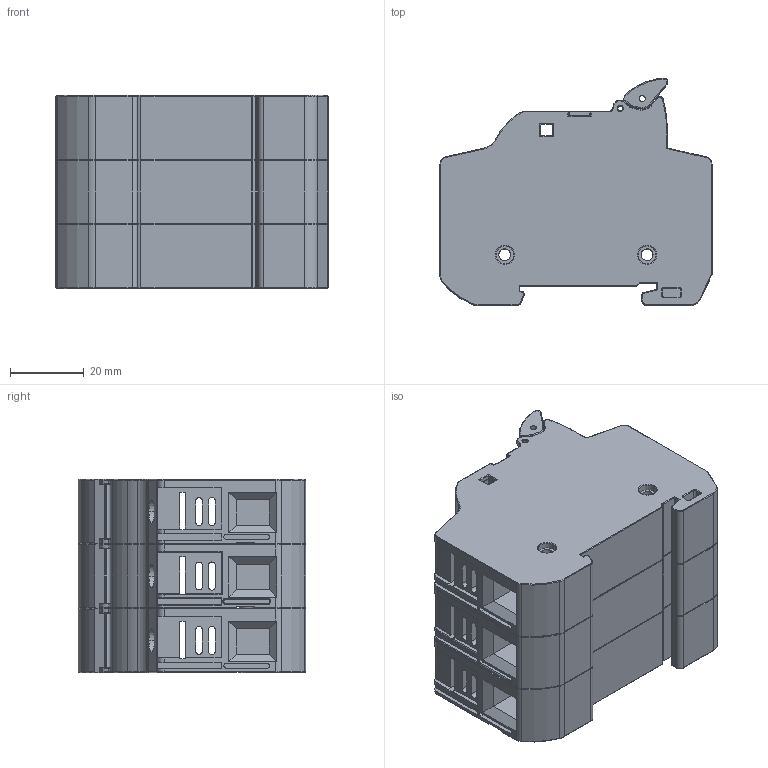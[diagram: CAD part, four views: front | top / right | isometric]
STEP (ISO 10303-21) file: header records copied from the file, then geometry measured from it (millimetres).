
FILE_DESCRIPTION (( 'STEP AP214' ), '1' );
FILE_NAME ('EHCC3DU-4.STEP', '2012-06-01T17:47:29', ( '.adc' ), ( '' ), 'SwSTEP 2.0', 'SolidWorks 2011', '' );
FILE_SCHEMA (( 'AUTOMOTIVE_DESIGN' ));
Length unit declared in the file: millimetre
Products named in the file (1): EHCC3DU-4
Bounding box: 73.88 x 61.82 x 52.52 mm (x, y, z)
Volume: 158175.9 mm3; surface area: 48318.9 mm2
Topology: 1 solids, 11 shells, 1684 faces, 4354 edges, 2757 vertices
Faces by surface type: plane 756, cylinder 570, torus 250, bspline 78, cone 30
Entity records: 57036 total; most frequent: CARTESIAN_POINT 14165, DIRECTION 8770, ORIENTED_EDGE 8708, EDGE_CURVE 4354, AXIS2_PLACEMENT_3D 3087, VERTEX_POINT 2757, VECTOR 2596, LINE 2596
